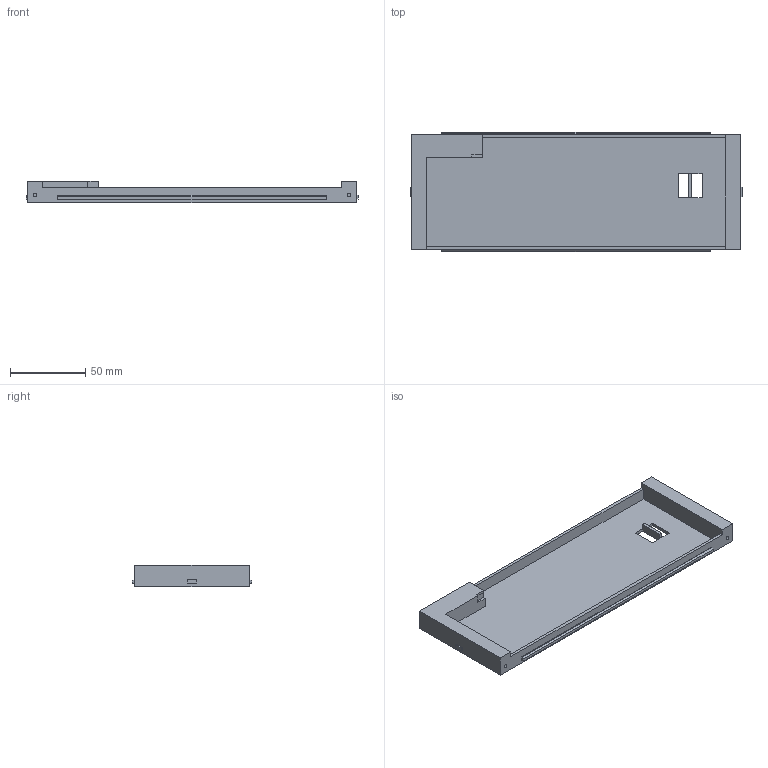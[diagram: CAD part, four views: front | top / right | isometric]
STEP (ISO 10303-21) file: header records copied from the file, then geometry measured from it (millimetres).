
FILE_DESCRIPTION(('FreeCAD Model'),'2;1');
FILE_NAME('Open CASCADE Shape Model','2025-03-12T12:03:57',(''),(''), 'Open CASCADE STEP processor 7.8','FreeCAD','Unknown');
FILE_SCHEMA(('AUTOMOTIVE_DESIGN { 1 0 10303 214 1 1 1 1 }'));
Length unit declared in the file: millimetre
Products named in the file (1): rear_panel
Bounding box: 220.1 x 78.9 x 14 mm (x, y, z)
Volume: 55015.9 mm3; surface area: 48846 mm2
Topology: 1 solids, 1 shells, 80 faces, 205 edges, 135 vertices
Faces by surface type: plane 78, cylinder 2
Full cylindrical faces by diameter (mm): 2.5 x2
Entity records: 2407 total; most frequent: CARTESIAN_POINT 421, ORIENTED_EDGE 410, DIRECTION 371, EDGE_CURVE 205, LINE 201, VECTOR 201, VERTEX_POINT 135, FACE_BOUND 94
